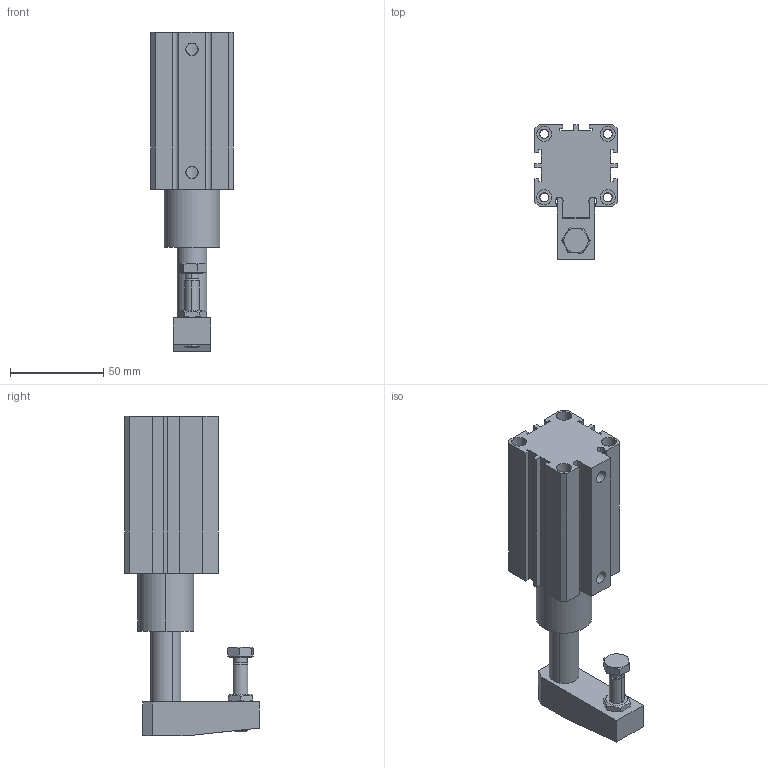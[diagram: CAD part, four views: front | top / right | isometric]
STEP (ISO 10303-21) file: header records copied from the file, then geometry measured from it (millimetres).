
FILE_DESCRIPTION((''),'2;1');
FILE_NAME('SC32.stp','2004-02-12T10:34:09',('matthew'),(''),'Autodesk Inventor (R) 6.0','Autodesk Inventor (R) 6.0','');
FILE_SCHEMA(('AUTOMOTIVE_DESIGN { 1 0 10303 214 1 1 1 1 }'));
Length unit declared in the file: millimetre
Products named in the file (7): SC32; SC321; SC322; SC323; SC324; SC325; SC326
Assembly tree (6 placements, depth 2):
  SC32
    SC321
    SC322
    SC323
    SC324
    SC325
    SC326
Bounding box: 44 x 72 x 171 mm (x, y, z)
Volume: 177760.8 mm3; surface area: 55563.3 mm2
Topology: 6 solids, 6 shells, 225 faces, 538 edges, 342 vertices
Faces by surface type: plane 96, bspline 79, cylinder 26, cone 24
Entity records: 7701 total; most frequent: CARTESIAN_POINT 2519, ORIENTED_EDGE 1072, DIRECTION 1001, EDGE_CURVE 536, AXIS2_PLACEMENT_3D 342, VERTEX_POINT 342, VECTOR 317, LINE 317
